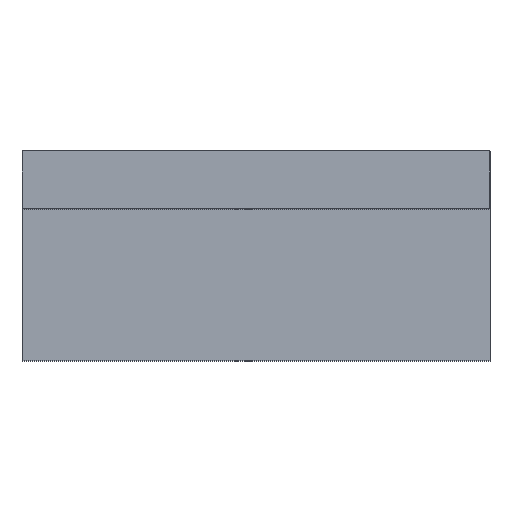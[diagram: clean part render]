
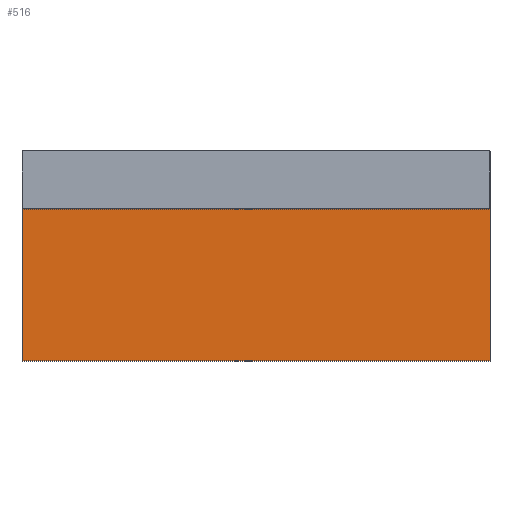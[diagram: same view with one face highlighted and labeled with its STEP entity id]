
A CAD part, top view. The second image highlights one B-rep face of the part: STEP entity #516.
In plain terms, the highlighted planar face has unit normal (0, 0, 1).
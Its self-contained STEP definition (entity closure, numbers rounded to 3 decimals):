
#173=CARTESIAN_POINT('',(5.25,0.545,19.85));
#174=VERTEX_POINT('',#173);
#181=CARTESIAN_POINT('',(5.25,-2.855,19.85));
#182=VERTEX_POINT('',#181);
#183=CARTESIAN_POINT('',(5.25,0.545,19.85));
#184=DIRECTION('',(0.0,-1.0,0.0));
#185=VECTOR('',#184,3.4);
#186=LINE('',#183,#185);
#187=EDGE_CURVE('',#174,#182,#186,.T.);
#212=CARTESIAN_POINT('',(-5.25,0.545,19.85));
#213=VERTEX_POINT('',#212);
#229=CARTESIAN_POINT('',(-5.25,-2.855,19.85));
#230=VERTEX_POINT('',#229);
#237=CARTESIAN_POINT('',(-5.25,0.545,19.85));
#238=DIRECTION('',(0.0,-1.0,0.0));
#239=VECTOR('',#238,3.4);
#240=LINE('',#237,#239);
#241=EDGE_CURVE('',#213,#230,#240,.T.);
#416=CARTESIAN_POINT('',(-5.25,0.545,19.85));
#417=DIRECTION('',(1.0,0.0,0.0));
#418=VECTOR('',#417,10.5);
#419=LINE('',#416,#418);
#420=EDGE_CURVE('',#213,#174,#419,.T.);
#494=CARTESIAN_POINT('',(-5.25,-2.855,19.85));
#495=DIRECTION('',(1.0,0.0,0.0));
#496=VECTOR('',#495,10.5);
#497=LINE('',#494,#496);
#498=EDGE_CURVE('',#230,#182,#497,.T.);
#505=CARTESIAN_POINT('',(-5.25,14.409,19.85));
#506=DIRECTION('',(0.0,0.0,-1.0));
#507=DIRECTION('',(1.0,0.0,0.0));
#508=AXIS2_PLACEMENT_3D('',#505,#506,#507);
#509=PLANE('',#508);
#510=ORIENTED_EDGE('',*,*,#241,.T.);
#511=ORIENTED_EDGE('',*,*,#498,.T.);
#512=ORIENTED_EDGE('',*,*,#187,.F.);
#513=ORIENTED_EDGE('',*,*,#420,.F.);
#514=EDGE_LOOP('',(#510,#511,#512,#513));
#515=FACE_OUTER_BOUND('',#514,.T.);
#516=ADVANCED_FACE('',(#515),#509,.F.);
